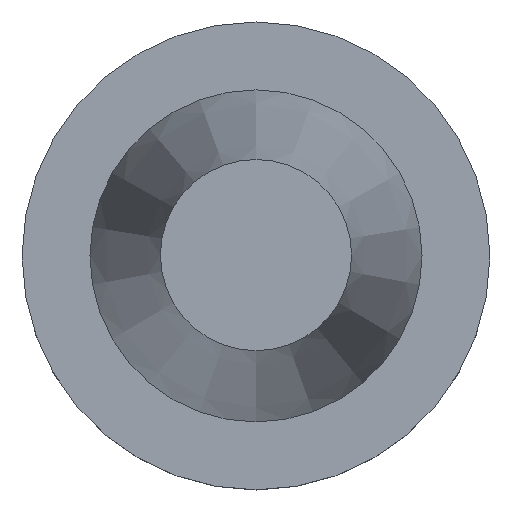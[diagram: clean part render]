
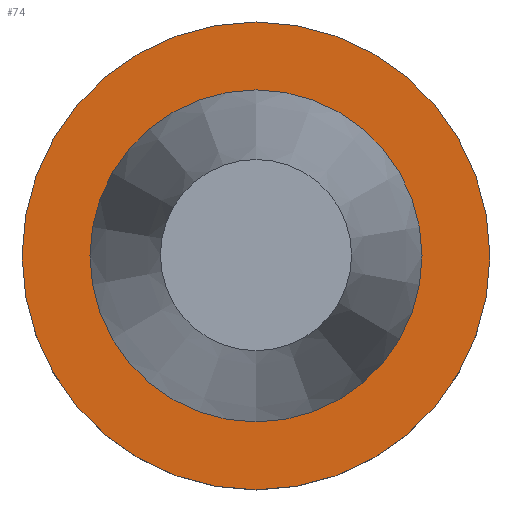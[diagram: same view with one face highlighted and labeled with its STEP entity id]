
A CAD part, top view. The second image highlights one B-rep face of the part: STEP entity #74.
In plain terms, the highlighted planar face has unit normal (0, 0, 1).
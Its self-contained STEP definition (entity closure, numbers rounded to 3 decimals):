
#64=EDGE_CURVE('Unnamed[1]',#162,#162,#163,.T.);
#74=ADVANCED_FACE('Unnamed[1]',(#177,#178),#179,.T.);
#105=EDGE_CURVE('Unnamed[1]',#224,#224,#225,.T.);
#162=VERTEX_POINT('',#291);
#163=CIRCLE('',#292,49.213);
#177=FACE_OUTER_BOUND('',#310,.T.);
#178=FACE_BOUND('',#311,.T.);
#179=PLANE('',#312);
#224=VERTEX_POINT('',#368);
#225=CIRCLE('',#369,34.925);
#291=CARTESIAN_POINT('',(0.,49.213,-1.5));
#292=AXIS2_PLACEMENT_3D('',#435,#436,#437);
#310=EDGE_LOOP('',(#451));
#311=EDGE_LOOP('',(#452));
#312=AXIS2_PLACEMENT_3D('',#453,#454,#455);
#368=CARTESIAN_POINT('',(0.,34.925,-1.5));
#369=AXIS2_PLACEMENT_3D('',#503,#504,#505);
#435=CARTESIAN_POINT('',(0.,0.,-1.5));
#436=DIRECTION('',(0.,0.,-1.0));
#437=DIRECTION('',(0.,1.0,0.));
#451=ORIENTED_EDGE('',*,*,#64,.F.);
#452=ORIENTED_EDGE('',*,*,#105,.T.);
#453=CARTESIAN_POINT('',(0.,42.069,-1.5));
#454=DIRECTION('',(0.,0.,1.0));
#455=DIRECTION('',(0.,-1.0,0.));
#503=CARTESIAN_POINT('',(0.,0.,-1.5));
#504=DIRECTION('',(0.,0.,-1.0));
#505=DIRECTION('',(0.,1.0,0.));
